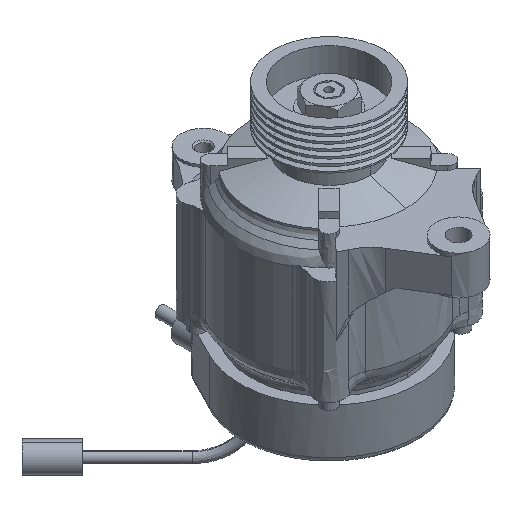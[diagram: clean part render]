
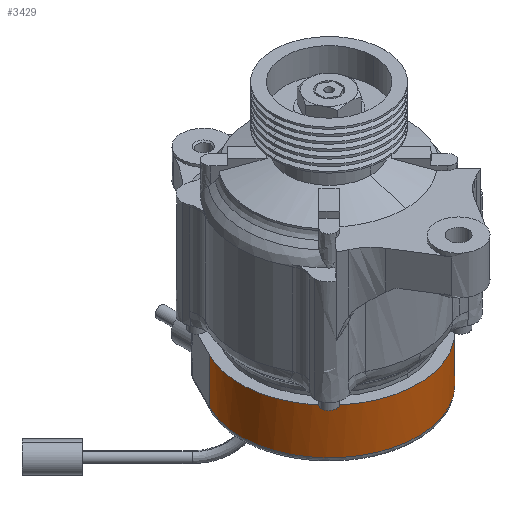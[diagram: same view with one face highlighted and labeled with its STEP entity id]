
A CAD part, isometric view. The second image highlights one B-rep face of the part: STEP entity #3429.
In plain terms, the highlighted free-form (B-spline) face has degree [2, 1] with [5, 2] control points.
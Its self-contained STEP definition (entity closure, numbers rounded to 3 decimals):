
#3158 = VERTEX_POINT('',#3159);
#3159 = CARTESIAN_POINT('',(-48.647,24.676,
    -133.413));
#3164 = EDGE_CURVE('',#3165,#3158,#3167,.T.);
#3165 = VERTEX_POINT('',#3166);
#3166 = CARTESIAN_POINT('',(41.167,-35.786,
    -133.413));
#3167 = ( BOUNDED_CURVE() B_SPLINE_CURVE(2,(#3168,#3169,#3170,#3171,
#3172),.UNSPECIFIED.,.F.,.F.) B_SPLINE_CURVE_WITH_KNOTS((3,2,3),(
    2.286,3.734,5.182),
.PIECEWISE_BEZIER_KNOTS.) CURVE() GEOMETRIC_REPRESENTATION_ITEM() 
RATIONAL_B_SPLINE_CURVE((1.,0.749,1.,0.749,1.)) 
REPRESENTATION_ITEM('') );
#3168 = CARTESIAN_POINT('',(41.167,-35.786,
    -133.413));
#3169 = CARTESIAN_POINT('',(9.535,-72.174,
    -133.413));
#3170 = CARTESIAN_POINT('',(-30.461,-45.249,
    -133.413));
#3171 = CARTESIAN_POINT('',(-70.458,-18.324,
    -133.413));
#3172 = CARTESIAN_POINT('',(-48.647,24.676,
    -133.413));
#3385 = VERTEX_POINT('',#3386);
#3386 = CARTESIAN_POINT('',(-48.647,24.676,
    -161.368));
#3391 = EDGE_CURVE('',#3385,#3158,#3392,.T.);
#3392 = B_SPLINE_CURVE_WITH_KNOTS('',1,(#3393,#3394),.UNSPECIFIED.,.F.,
  .F.,(2,2),(294.634,319.234),.PIECEWISE_BEZIER_KNOTS.);
#3393 = CARTESIAN_POINT('',(-48.647,24.676,
    -161.368));
#3394 = CARTESIAN_POINT('',(-48.647,24.676,
    -133.413));
#3429 = ADVANCED_FACE('',(#3430),#3449,.T.);
#3430 = FACE_BOUND('',#3431,.T.);
#3431 = EDGE_LOOP('',(#3432,#3433,#3443,#3448));
#3432 = ORIENTED_EDGE('',*,*,#3391,.F.);
#3433 = ORIENTED_EDGE('',*,*,#3434,.T.);
#3434 = EDGE_CURVE('',#3385,#3435,#3437,.T.);
#3435 = VERTEX_POINT('',#3436);
#3436 = CARTESIAN_POINT('',(41.167,-35.786,
    -161.368));
#3437 = ( BOUNDED_CURVE() B_SPLINE_CURVE(2,(#3438,#3439,#3440,#3441,
#3442),.UNSPECIFIED.,.F.,.F.) B_SPLINE_CURVE_WITH_KNOTS((3,2,3),(
    2.672,4.12,5.568),
.PIECEWISE_BEZIER_KNOTS.) CURVE() GEOMETRIC_REPRESENTATION_ITEM() 
RATIONAL_B_SPLINE_CURVE((1.,0.749,1.,0.749,1.)) 
REPRESENTATION_ITEM('') );
#3438 = CARTESIAN_POINT('',(-48.647,24.676,
    -161.368));
#3439 = CARTESIAN_POINT('',(-70.458,-18.324,
    -161.368));
#3440 = CARTESIAN_POINT('',(-30.461,-45.249,
    -161.368));
#3441 = CARTESIAN_POINT('',(9.535,-72.174,
    -161.368));
#3442 = CARTESIAN_POINT('',(41.167,-35.786,
    -161.368));
#3443 = ORIENTED_EDGE('',*,*,#3444,.T.);
#3444 = EDGE_CURVE('',#3435,#3165,#3445,.T.);
#3445 = B_SPLINE_CURVE_WITH_KNOTS('',1,(#3446,#3447),.UNSPECIFIED.,.F.,
  .F.,(2,2),(294.634,319.234),.PIECEWISE_BEZIER_KNOTS.);
#3446 = CARTESIAN_POINT('',(41.167,-35.786,
    -161.368));
#3447 = CARTESIAN_POINT('',(41.167,-35.786,
    -133.413));
#3448 = ORIENTED_EDGE('',*,*,#3164,.T.);
#3449 = ( BOUNDED_SURFACE() B_SPLINE_SURFACE(2,1,(
    (#3450,#3451)
    ,(#3452,#3453)
    ,(#3454,#3455)
    ,(#3456,#3457)
    ,(#3458,#3459
)),.UNSPECIFIED.,.F.,.F.,.F.) B_SPLINE_SURFACE_WITH_KNOTS((3,2,3),(2,2),
  (2.672,4.12,5.568),(294.634,
    319.234),.PIECEWISE_BEZIER_KNOTS.) 
GEOMETRIC_REPRESENTATION_ITEM() RATIONAL_B_SPLINE_SURFACE((
    (1.,1.)
    ,(0.749,0.749)
    ,(1.,1.)
    ,(0.749,0.749)
,(1.,1.))) REPRESENTATION_ITEM('') SURFACE() );
#3450 = CARTESIAN_POINT('',(-48.647,24.676,
    -161.368));
#3451 = CARTESIAN_POINT('',(-48.647,24.676,
    -133.413));
#3452 = CARTESIAN_POINT('',(-70.458,-18.324,
    -161.368));
#3453 = CARTESIAN_POINT('',(-70.458,-18.324,
    -133.413));
#3454 = CARTESIAN_POINT('',(-30.461,-45.249,
    -161.368));
#3455 = CARTESIAN_POINT('',(-30.461,-45.249,
    -133.413));
#3456 = CARTESIAN_POINT('',(9.535,-72.174,
    -161.368));
#3457 = CARTESIAN_POINT('',(9.535,-72.174,
    -133.413));
#3458 = CARTESIAN_POINT('',(41.167,-35.786,
    -161.368));
#3459 = CARTESIAN_POINT('',(41.167,-35.786,
    -133.413));
